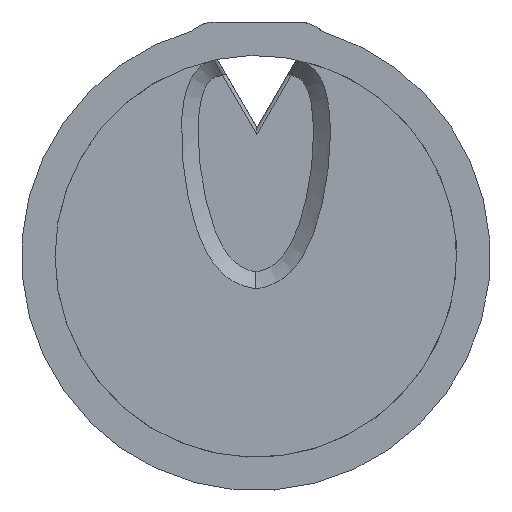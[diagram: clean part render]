
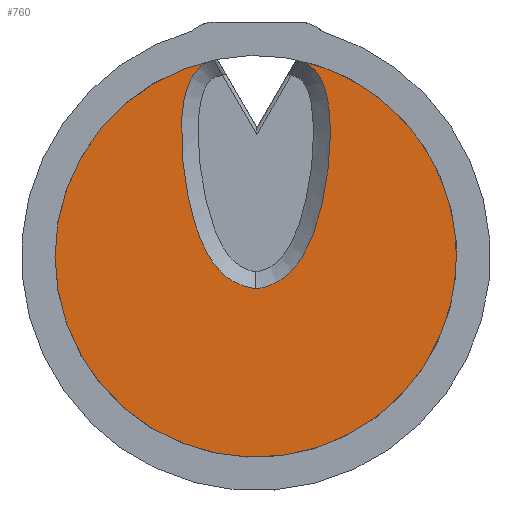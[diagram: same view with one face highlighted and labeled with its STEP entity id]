
A CAD part, front view. The second image highlights one B-rep face of the part: STEP entity #760.
In plain terms, the highlighted planar face has unit normal (0, -1, 0).
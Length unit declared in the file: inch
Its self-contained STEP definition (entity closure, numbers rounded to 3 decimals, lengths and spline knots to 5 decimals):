
#32=PLANE('',#829);
#141=FACE_OUTER_BOUND('',#189,.T.);
#189=EDGE_LOOP('',(#566,#567,#568,#569,#570,#571));
#245=B_SPLINE_CURVE_WITH_KNOTS('',3,(#1390,#1391,#1392,#1393),
 .UNSPECIFIED.,.F.,.F.,(4,4),(0.,0.00551),.UNSPECIFIED.);
#250=B_SPLINE_CURVE_WITH_KNOTS('',3,(#1436,#1437,#1438,#1439,#1440,#1441,
#1442,#1443,#1444,#1445,#1446,#1447,#1448,#1449,#1450,#1451,#1452,#1453),
 .UNSPECIFIED.,.F.,.F.,(4,1,1,1,1,1,1,1,1,1,1,1,1,1,1,4),(0.26822,
0.29462,0.32175,0.34888,0.40314,
0.4574,0.56592,0.62018,0.67444,
0.7287,0.75583,0.78296,0.83722,
0.89148,0.94574,1.),.UNSPECIFIED.);
#251=B_SPLINE_CURVE_WITH_KNOTS('',3,(#1455,#1456,#1457,#1458,#1459,#1460,
#1461,#1462,#1463,#1464,#1465,#1466,#1467,#1468,#1469,#1470,#1471,#1472),
 .UNSPECIFIED.,.F.,.F.,(4,1,1,1,1,1,1,1,1,1,1,1,1,1,1,4),(-1.,-0.94481,
-0.88961,-0.83442,-0.77922,-0.72403,
-0.66884,-0.61364,-0.55845,-0.50326,
-0.44806,-0.39287,-0.33767,-0.31008,
-0.28248,-0.25862),.UNSPECIFIED.);
#252=B_SPLINE_CURVE_WITH_KNOTS('',3,(#1474,#1475,#1476,#1477),
 .UNSPECIFIED.,.F.,.F.,(4,4),(0.00432,0.0075),
 .UNSPECIFIED.);
#286=CIRCLE('',#830,0.6);
#287=CIRCLE('',#831,0.6);
#332=VERTEX_POINT('',#1388);
#333=VERTEX_POINT('',#1389);
#337=VERTEX_POINT('',#1435);
#338=VERTEX_POINT('',#1454);
#339=VERTEX_POINT('',#1473);
#340=VERTEX_POINT('',#1478);
#419=EDGE_CURVE('',#332,#333,#245,.T.);
#424=EDGE_CURVE('',#332,#337,#250,.T.);
#425=EDGE_CURVE('',#337,#338,#251,.T.);
#426=EDGE_CURVE('',#339,#338,#252,.T.);
#427=EDGE_CURVE('',#340,#339,#286,.T.);
#428=EDGE_CURVE('',#333,#340,#287,.T.);
#566=ORIENTED_EDGE('',*,*,#419,.F.);
#567=ORIENTED_EDGE('',*,*,#424,.T.);
#568=ORIENTED_EDGE('',*,*,#425,.T.);
#569=ORIENTED_EDGE('',*,*,#426,.F.);
#570=ORIENTED_EDGE('',*,*,#427,.F.);
#571=ORIENTED_EDGE('',*,*,#428,.F.);
#760=ADVANCED_FACE('',(#141),#32,.T.);
#829=AXIS2_PLACEMENT_3D('',#1434,#926,#927);
#830=AXIS2_PLACEMENT_3D('',#1479,#928,#929);
#831=AXIS2_PLACEMENT_3D('',#1480,#930,#931);
#926=DIRECTION('center_axis',(0.,-1.,0.));
#927=DIRECTION('ref_axis',(1.,0.,0.));
#928=DIRECTION('center_axis',(0.,1.,0.));
#929=DIRECTION('ref_axis',(1.,0.,0.));
#930=DIRECTION('center_axis',(0.,1.,0.));
#931=DIRECTION('ref_axis',(1.,0.,0.));
#1388=CARTESIAN_POINT('',(0.2522,0.5,-0.01491));
#1389=CARTESIAN_POINT('',(0.25031,0.5,-0.01391));
#1390=CARTESIAN_POINT('Ctrl Pts',(0.2522,0.5,-0.01491));
#1391=CARTESIAN_POINT('Ctrl Pts',(0.25151,0.5,-0.0147));
#1392=CARTESIAN_POINT('Ctrl Pts',(0.25088,0.5,-0.01436));
#1393=CARTESIAN_POINT('Ctrl Pts',(0.25031,0.50001,-0.0139));
#1434=CARTESIAN_POINT('Origin',(0.12188,0.5,-0.6056));
#1435=CARTESIAN_POINT('',(0.12188,0.5,-0.69741));
#1436=CARTESIAN_POINT('Ctrl Pts',(0.25221,0.5,-0.0149));
#1437=CARTESIAN_POINT('Ctrl Pts',(0.25694,0.5,-0.01637));
#1438=CARTESIAN_POINT('Ctrl Pts',(0.2666,0.5,-0.01995));
#1439=CARTESIAN_POINT('Ctrl Pts',(0.28105,0.5,-0.02791));
#1440=CARTESIAN_POINT('Ctrl Pts',(0.2997,0.5,-0.04324));
#1441=CARTESIAN_POINT('Ctrl Pts',(0.3201,0.5,-0.07306));
#1442=CARTESIAN_POINT('Ctrl Pts',(0.34298,0.5,-0.1446));
#1443=CARTESIAN_POINT('Ctrl Pts',(0.34734,0.5,-0.24583));
#1444=CARTESIAN_POINT('Ctrl Pts',(0.33718,0.5,-0.35022));
#1445=CARTESIAN_POINT('Ctrl Pts',(0.32489,0.5,-0.42337));
#1446=CARTESIAN_POINT('Ctrl Pts',(0.31185,0.5,-0.47712));
#1447=CARTESIAN_POINT('Ctrl Pts',(0.29976,0.5,-0.51613));
#1448=CARTESIAN_POINT('Ctrl Pts',(0.2863,0.5,-0.55295));
#1449=CARTESIAN_POINT('Ctrl Pts',(0.26634,0.5,-0.59563));
#1450=CARTESIAN_POINT('Ctrl Pts',(0.23403,0.5,-0.64207));
#1451=CARTESIAN_POINT('Ctrl Pts',(0.18853,0.5,-0.67928));
#1452=CARTESIAN_POINT('Ctrl Pts',(0.14631,0.5,-0.6935));
#1453=CARTESIAN_POINT('Ctrl Pts',(0.12188,0.5,-0.69741));
#1454=CARTESIAN_POINT('',(-0.00329,0.5,-0.01341));
#1455=CARTESIAN_POINT('Ctrl Pts',(0.12188,0.5,-0.69741));
#1456=CARTESIAN_POINT('Ctrl Pts',(0.09703,0.5,-0.69343));
#1457=CARTESIAN_POINT('Ctrl Pts',(0.05421,0.5,-0.67884));
#1458=CARTESIAN_POINT('Ctrl Pts',(0.00836,0.5,-0.64065));
#1459=CARTESIAN_POINT('Ctrl Pts',(-0.02402,0.5,-0.59312));
#1460=CARTESIAN_POINT('Ctrl Pts',(-0.04798,0.5,-0.54075));
#1461=CARTESIAN_POINT('Ctrl Pts',(-0.06695,0.5,-0.48271));
#1462=CARTESIAN_POINT('Ctrl Pts',(-0.08257,0.5,-0.41625));
#1463=CARTESIAN_POINT('Ctrl Pts',(-0.09466,0.5,-0.34096));
#1464=CARTESIAN_POINT('Ctrl Pts',(-0.10151,0.5,-0.26117));
#1465=CARTESIAN_POINT('Ctrl Pts',(-0.10089,0.5,-0.18376));
#1466=CARTESIAN_POINT('Ctrl Pts',(-0.09116,0.5,-0.11626));
#1467=CARTESIAN_POINT('Ctrl Pts',(-0.0723,0.5,-0.06472));
#1468=CARTESIAN_POINT('Ctrl Pts',(-0.05047,0.5,-0.0375));
#1469=CARTESIAN_POINT('Ctrl Pts',(-0.03107,0.5,-0.02404));
#1470=CARTESIAN_POINT('Ctrl Pts',(-0.01678,0.5,-0.01749));
#1471=CARTESIAN_POINT('Ctrl Pts',(-0.00755,0.5,-0.01455));
#1472=CARTESIAN_POINT('Ctrl Pts',(-0.0033,0.5,-0.01339));
#1473=CARTESIAN_POINT('',(-0.00213,0.5,-0.01296));
#1474=CARTESIAN_POINT('Ctrl Pts',(-0.00213,0.5,
-0.01295));
#1475=CARTESIAN_POINT('Ctrl Pts',(-0.0025,0.5,
-0.01315));
#1476=CARTESIAN_POINT('Ctrl Pts',(-0.00289,0.5,-0.0133));
#1477=CARTESIAN_POINT('Ctrl Pts',(-0.00329,0.5,-0.01341));
#1478=CARTESIAN_POINT('',(-0.47812,0.5,-0.6));
#1479=CARTESIAN_POINT('Origin',(0.12188,0.5,-0.6));
#1480=CARTESIAN_POINT('Origin',(0.12188,0.5,-0.6));
